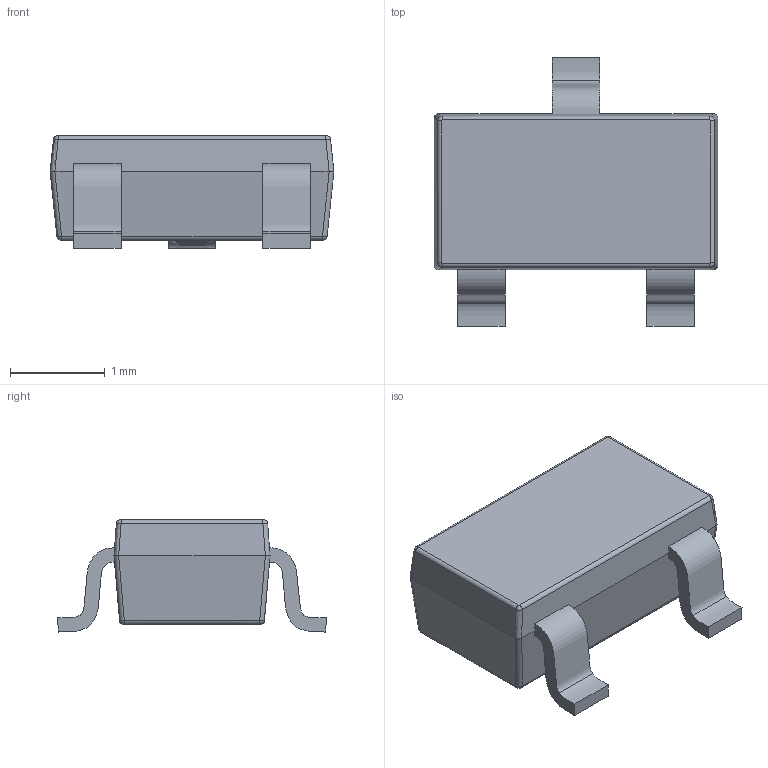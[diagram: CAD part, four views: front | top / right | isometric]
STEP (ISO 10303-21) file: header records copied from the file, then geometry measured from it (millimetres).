
FILE_DESCRIPTION(('FreeCAD Model'),'2;1');
FILE_NAME('Document_sp.step','2018-07-16T12:47:06',( 'kicad StepUp'),('ksu MCAD'),'Open CASCADE STEP processor 7.1', 'FreeCAD','Unknown');
FILE_SCHEMA(('AUTOMOTIVE_DESIGN { 1 0 10303 214 1 1 1 1 }'));
Length unit declared in the file: millimetre
Products named in the file (1): Document_sp
Bounding box: 3 x 2.84 x 1.18 mm (x, y, z)
Volume: 5.4 mm3; surface area: 23.1 mm2
Topology: 1 solids, 1 shells, 52 faces, 126 edges, 76 vertices
Faces by surface type: bspline 36, plane 16
Entity records: 2927 total; most frequent: CARTESIAN_POINT 1737, ORIENTED_EDGE 252, EDGE_CURVE 126, B_SPLINE_CURVE_WITH_KNOTS 84, VERTEX_POINT 76, ADVANCED_FACE 52, FACE_BOUND 52, EDGE_LOOP 52
